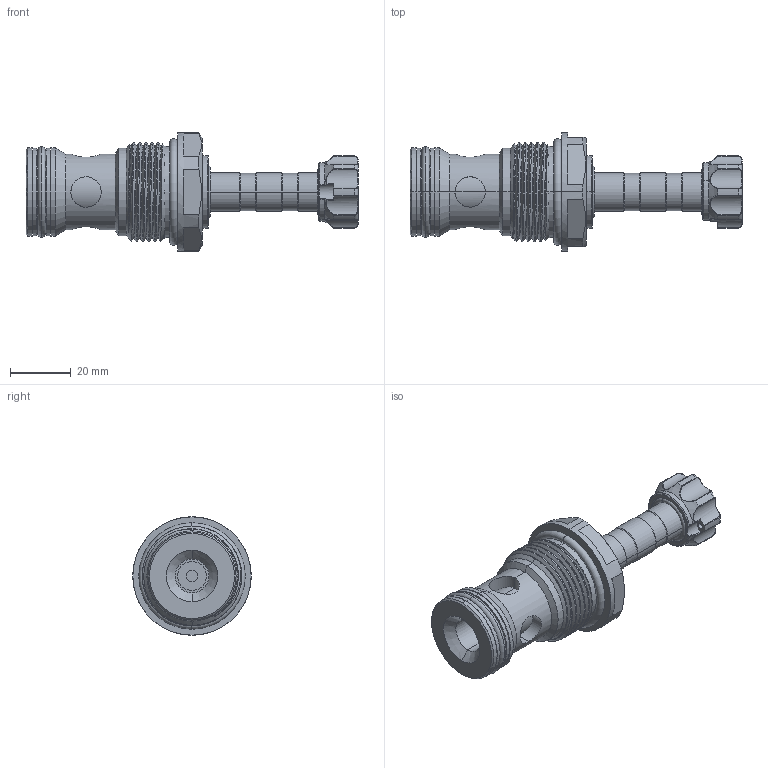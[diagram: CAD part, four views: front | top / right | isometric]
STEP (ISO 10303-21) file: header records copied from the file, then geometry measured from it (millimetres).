
FILE_DESCRIPTION (( 'STEP AP203' ), '1' );
FILE_NAME ('EP33MC2A01N05.STEP', '2020-03-27T05:50:34', ( '' ), ( '' ), 'SwSTEP 2.0', 'SolidWorks 2018', '' );
FILE_SCHEMA (( 'CONFIG_CONTROL_DESIGN' ));
Length unit declared in the file: millimetre
Products named in the file (1): EP33MC2A01N05
Bounding box: 109.4 x 39 x 39 mm (x, y, z)
Volume: 47558.9 mm3; surface area: 17081.6 mm2
Topology: 6 solids, 6 shells, 322 faces, 769 edges, 468 vertices
Faces by surface type: cylinder 142, cone 53, bspline 49, torus 39, plane 37, sphere 2
Entity records: 22796 total; most frequent: CARTESIAN_POINT 15824, ORIENTED_EDGE 1534, DIRECTION 1361, EDGE_CURVE 767, AXIS2_PLACEMENT_3D 577, VERTEX_POINT 468, EDGE_LOOP 343, FACE_OUTER_BOUND 322
